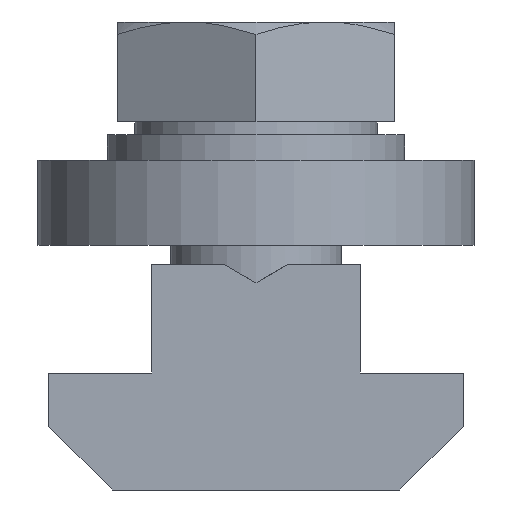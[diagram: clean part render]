
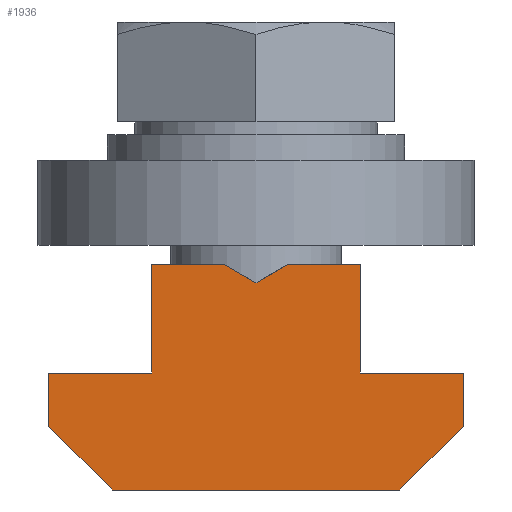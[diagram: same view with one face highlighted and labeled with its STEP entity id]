
A CAD part, left-side view. The second image highlights one B-rep face of the part: STEP entity #1936.
In plain terms, the highlighted planar face has unit normal (-1, 0, 0).
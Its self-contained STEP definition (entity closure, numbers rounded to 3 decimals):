
#106=LINE($,#2967,#205);
#114=LINE($,#2988,#213);
#116=LINE($,#2992,#215);
#125=LINE($,#3048,#224);
#129=LINE($,#3055,#228);
#132=LINE($,#3061,#231);
#134=LINE($,#3064,#233);
#141=LINE($,#3078,#240);
#144=LINE($,#3084,#243);
#147=LINE($,#3090,#246);
#150=LINE($,#3096,#249);
#153=LINE($,#3102,#252);
#155=LINE($,#3105,#254);
#205=VECTOR($,#2357,3.4);
#213=VECTOR($,#2373,1.732);
#215=VECTOR($,#2377,1.732);
#224=VECTOR($,#2442,4.243);
#228=VECTOR($,#2448,2.5);
#231=VECTOR($,#2453,4.85);
#233=VECTOR($,#2457,5.1);
#240=VECTOR($,#2470,3.4);
#243=VECTOR($,#2475,5.1);
#246=VECTOR($,#2480,4.85);
#249=VECTOR($,#2485,2.5);
#252=VECTOR($,#2490,4.243);
#254=VECTOR($,#2494,13.5);
#324=PLANE($,#2134);
#475=FACE_OUTER_BOUND($,#626,.T.);
#626=EDGE_LOOP($,(#1493,#1494,#1495,#1496,#1497,#1498,#1499,#1500,#1501,
#1502,#1503,#1504,#1505));
#923=VERTEX_POINT($,#2964);
#924=VERTEX_POINT($,#2966);
#933=VERTEX_POINT($,#2986);
#934=VERTEX_POINT($,#2990);
#952=VERTEX_POINT($,#3045);
#953=VERTEX_POINT($,#3047);
#955=VERTEX_POINT($,#3053);
#957=VERTEX_POINT($,#3059);
#961=VERTEX_POINT($,#3076);
#963=VERTEX_POINT($,#3082);
#965=VERTEX_POINT($,#3088);
#967=VERTEX_POINT($,#3094);
#969=VERTEX_POINT($,#3100);
#1110=EDGE_CURVE($,#923,#924,#106,.T.);
#1121=EDGE_CURVE($,#933,#923,#114,.T.);
#1123=EDGE_CURVE($,#934,#933,#116,.T.);
#1150=EDGE_CURVE($,#952,#953,#125,.T.);
#1154=EDGE_CURVE($,#955,#952,#129,.T.);
#1157=EDGE_CURVE($,#957,#955,#132,.T.);
#1159=EDGE_CURVE($,#924,#957,#134,.T.);
#1166=EDGE_CURVE($,#961,#934,#141,.T.);
#1169=EDGE_CURVE($,#963,#961,#144,.T.);
#1172=EDGE_CURVE($,#965,#963,#147,.T.);
#1175=EDGE_CURVE($,#967,#965,#150,.T.);
#1178=EDGE_CURVE($,#969,#967,#153,.T.);
#1180=EDGE_CURVE($,#953,#969,#155,.T.);
#1493=ORIENTED_EDGE($,*,*,#1180,.F.);
#1494=ORIENTED_EDGE($,*,*,#1150,.F.);
#1495=ORIENTED_EDGE($,*,*,#1154,.F.);
#1496=ORIENTED_EDGE($,*,*,#1157,.F.);
#1497=ORIENTED_EDGE($,*,*,#1159,.F.);
#1498=ORIENTED_EDGE($,*,*,#1110,.F.);
#1499=ORIENTED_EDGE($,*,*,#1121,.F.);
#1500=ORIENTED_EDGE($,*,*,#1123,.F.);
#1501=ORIENTED_EDGE($,*,*,#1166,.F.);
#1502=ORIENTED_EDGE($,*,*,#1169,.F.);
#1503=ORIENTED_EDGE($,*,*,#1172,.F.);
#1504=ORIENTED_EDGE($,*,*,#1175,.F.);
#1505=ORIENTED_EDGE($,*,*,#1178,.F.);
#1936=ADVANCED_FACE($,(#475),#324,.F.);
#2134=AXIS2_PLACEMENT_3D($,#3106,#2495,#2496);
#2357=DIRECTION($,(0.,-1.,0.));
#2373=DIRECTION($,(0.,-0.866,0.5));
#2377=DIRECTION($,(0.,-0.866,-0.5));
#2442=DIRECTION($,(0.,0.707,-0.707));
#2448=DIRECTION($,(0.,0.,-1.));
#2453=DIRECTION($,(0.,-1.,0.));
#2457=DIRECTION($,(0.,0.,-1.));
#2470=DIRECTION($,(0.,-1.,0.));
#2475=DIRECTION($,(0.,0.,1.));
#2480=DIRECTION($,(0.,-1.,0.));
#2485=DIRECTION($,(0.,0.,1.));
#2490=DIRECTION($,(0.,0.707,0.707));
#2494=DIRECTION($,(0.,1.,0.));
#2495=DIRECTION('center_axis',(1.,0.,0.));
#2496=DIRECTION('ref_axis',(0.,1.,0.));
#2964=CARTESIAN_POINT('',(-154.959,-3.997,10.6));
#2966=CARTESIAN_POINT('',(-154.959,-7.397,10.6));
#2967=CARTESIAN_POINT($,(-154.959,-3.997,10.6));
#2986=CARTESIAN_POINT('',(-154.959,-2.497,9.734));
#2988=CARTESIAN_POINT($,(-154.959,-2.497,9.734));
#2990=CARTESIAN_POINT('',(-154.959,-0.997,10.6));
#2992=CARTESIAN_POINT($,(-154.959,-0.997,10.6));
#3045=CARTESIAN_POINT('',(-154.959,-12.247,3.));
#3047=CARTESIAN_POINT('',(-154.959,-9.247,0.));
#3048=CARTESIAN_POINT($,(-154.959,-12.247,3.));
#3053=CARTESIAN_POINT('',(-154.959,-12.247,5.5));
#3055=CARTESIAN_POINT($,(-154.959,-12.247,5.5));
#3059=CARTESIAN_POINT('',(-154.959,-7.397,5.5));
#3061=CARTESIAN_POINT($,(-154.959,-7.397,5.5));
#3064=CARTESIAN_POINT($,(-154.959,-7.397,10.6));
#3076=CARTESIAN_POINT('',(-154.959,2.403,10.6));
#3078=CARTESIAN_POINT($,(-154.959,2.403,10.6));
#3082=CARTESIAN_POINT('',(-154.959,2.403,5.5));
#3084=CARTESIAN_POINT($,(-154.959,2.403,5.5));
#3088=CARTESIAN_POINT('',(-154.959,7.253,5.5));
#3090=CARTESIAN_POINT($,(-154.959,7.253,5.5));
#3094=CARTESIAN_POINT('',(-154.959,7.253,3.));
#3096=CARTESIAN_POINT($,(-154.959,7.253,3.));
#3100=CARTESIAN_POINT('',(-154.959,4.253,0.));
#3102=CARTESIAN_POINT($,(-154.959,4.253,0.));
#3105=CARTESIAN_POINT($,(-154.959,-9.247,0.));
#3106=CARTESIAN_POINT('Origin',(-154.959,-2.497,4.842));
